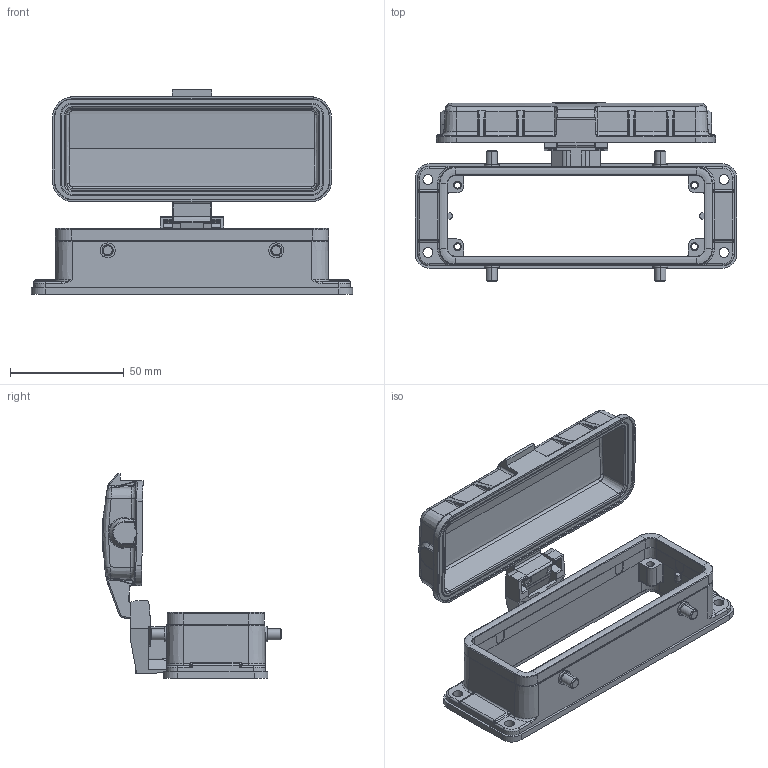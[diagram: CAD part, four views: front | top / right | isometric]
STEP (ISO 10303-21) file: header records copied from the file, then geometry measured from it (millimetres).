
FILE_DESCRIPTION (( 'STEP AP203' ), '1' );
FILE_NAME ('H24B-BK-4B-MCV.STP', '2017-08-23T10:58:57', ( '微软用户' ), ( '微软中国' ), 'SwSTEP 2.0', 'SolidWorks 2012', '' );
FILE_SCHEMA (( 'CONFIG_CONTROL_DESIGN' ));
Length unit declared in the file: millimetre
Products named in the file (1): H24B-BK-4B-MCV
Bounding box: 141 x 78.64 x 89.85 mm (x, y, z)
Volume: 70854.6 mm3; surface area: 52740 mm2
Topology: 1 solids, 1 shells, 1218 faces, 2932 edges, 1739 vertices
Faces by surface type: cylinder 406, bspline 359, plane 347, torus 50, cone 48, sphere 8
Entity records: 48656 total; most frequent: CARTESIAN_POINT 23439, ORIENTED_EDGE 5840, DIRECTION 4490, EDGE_CURVE 2920, VERTEX_POINT 1739, AXIS2_PLACEMENT_3D 1640, EDGE_LOOP 1279, FACE_OUTER_BOUND 1218
